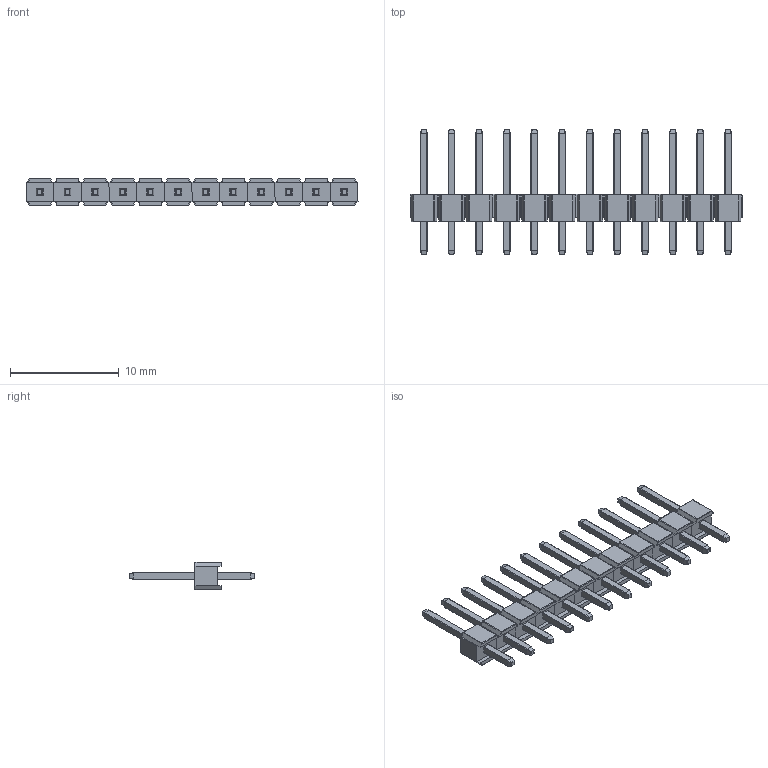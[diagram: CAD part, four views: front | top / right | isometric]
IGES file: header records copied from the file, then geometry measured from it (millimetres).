
Start section: SolidWorks IGES file using analytic representation for surfaces
Global section: file name: PH1-12-UA.IGS; native system: SolidWorks 2014; preprocessor: SolidWorks 2014; author: keith_wheeler; date: 190415.113919; units: millimetre
Bounding box: 30.49 x 11.55 x 2.5 mm (x, y, z)
Surface area: 837.4 mm2 (no closed solid volume)
Topology: 0 solids, 0 shells, 1272 faces, 6720 edges, 6720 vertices
Faces by surface type: revolution 672, bspline 600
